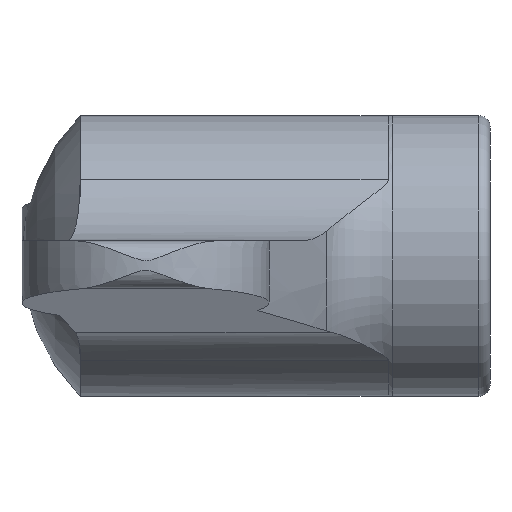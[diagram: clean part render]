
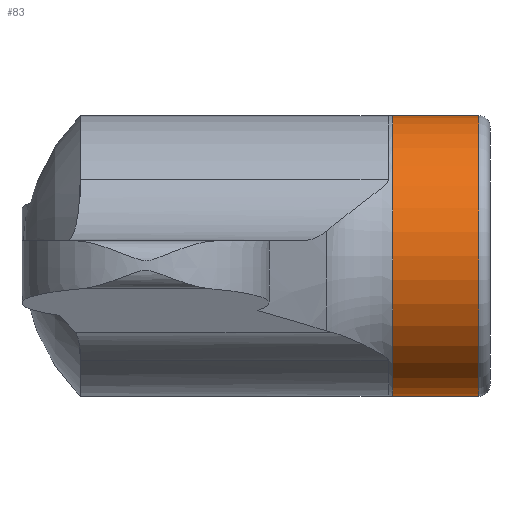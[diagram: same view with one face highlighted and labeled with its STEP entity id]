
A CAD part, left-side view. The second image highlights one B-rep face of the part: STEP entity #83.
In plain terms, the highlighted cylindrical face has radius 10.5 mm (diameter 21 mm), a full revolution.
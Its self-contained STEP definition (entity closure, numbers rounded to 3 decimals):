
#83 = ADVANCED_FACE( '', ( #177, #178 ), #179, .T. );
#177 = FACE_OUTER_BOUND( '', #274, .T. );
#178 = FACE_OUTER_BOUND( '', #275, .T. );
#179 = CYLINDRICAL_SURFACE( '', #276, 10.5 );
#274 = EDGE_LOOP( '', ( #453 ) );
#275 = EDGE_LOOP( '', ( #454 ) );
#276 = AXIS2_PLACEMENT_3D( '', #455, #456, #457 );
#453 = ORIENTED_EDGE( '', *, *, #556, .F. );
#454 = ORIENTED_EDGE( '', *, *, #566, .T. );
#455 = CARTESIAN_POINT( '', ( 0., 0., 0. ) );
#456 = DIRECTION( '', ( 0., 1., 0. ) );
#457 = DIRECTION( '', ( 0., 0., -1. ) );
#556 = EDGE_CURVE( '', #659, #659, #660, .T. );
#566 = EDGE_CURVE( '', #676, #676, #677, .T. );
#659 = VERTEX_POINT( '', #856 );
#660 = CIRCLE( '', #857, 10.5 );
#676 = VERTEX_POINT( '', #931 );
#677 = CIRCLE( '', #932, 10.5 );
#856 = CARTESIAN_POINT( '', ( 0., 0.825, -10.5 ) );
#857 = AXIS2_PLACEMENT_3D( '', #1366, #1367, #1368 );
#931 = CARTESIAN_POINT( '', ( 0., 7.29, -10.5 ) );
#932 = AXIS2_PLACEMENT_3D( '', #1374, #1375, #1376 );
#1366 = CARTESIAN_POINT( '', ( 0., 0.825, 0. ) );
#1367 = DIRECTION( '', ( 0., -1., 0. ) );
#1368 = DIRECTION( '', ( 0., 0., -1. ) );
#1374 = CARTESIAN_POINT( '', ( 0., 7.29, 0. ) );
#1375 = DIRECTION( '', ( 0., -1., 0. ) );
#1376 = DIRECTION( '', ( 0., 0., -1. ) );
